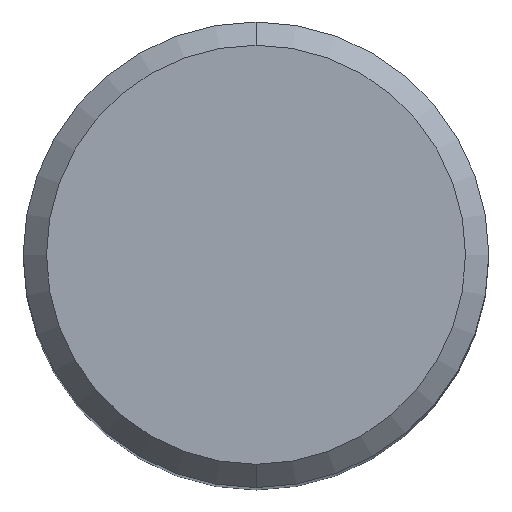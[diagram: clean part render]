
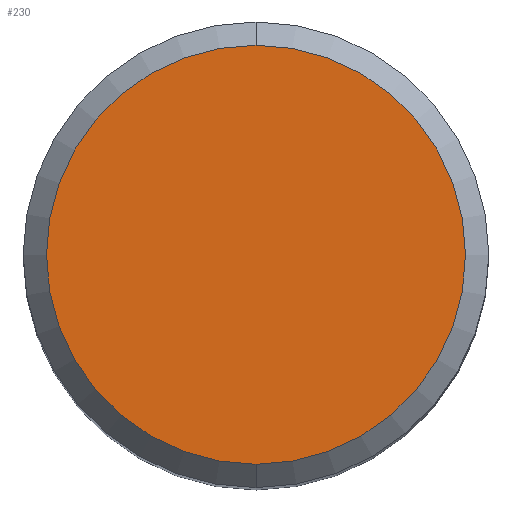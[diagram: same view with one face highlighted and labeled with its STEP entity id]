
A CAD part, top view. The second image highlights one B-rep face of the part: STEP entity #230.
In plain terms, the highlighted planar face has unit normal (0, 0, 1).
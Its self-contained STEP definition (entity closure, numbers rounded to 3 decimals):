
#230=ADVANCED_FACE('',(#534),#535,.T.);
#252=VERTEX_POINT('',#560);
#260=EDGE_CURVE('',#252,#422,#569,.T.);
#416=EDGE_CURVE('',#422,#252,#743,.T.);
#422=VERTEX_POINT('',#749);
#534=FACE_OUTER_BOUND('',#992,.T.);
#535=PLANE('',#993);
#560=CARTESIAN_POINT('',(0.,-7.2,0.0));
#569=CIRCLE('',#1099,7.2);
#743=CIRCLE('',#1432,7.2);
#749=CARTESIAN_POINT('',(0.0,7.2,0.0));
#992=EDGE_LOOP('',(#1541,#1542));
#993=AXIS2_PLACEMENT_3D('',#1543,#1544,#1545);
#1099=AXIS2_PLACEMENT_3D('',#1586,#1587,#1588);
#1432=AXIS2_PLACEMENT_3D('',#1784,#1785,#1786);
#1541=ORIENTED_EDGE('',*,*,#416,.F.);
#1542=ORIENTED_EDGE('',*,*,#260,.F.);
#1543=CARTESIAN_POINT('',(0.0,3.6,0.0));
#1544=DIRECTION('',(-0.0,0.0,1.0));
#1545=DIRECTION('',(0.0,-1.0,0.0));
#1586=CARTESIAN_POINT('',(0.0,0.0,0.0));
#1587=DIRECTION('',(0.0,0.0,-1.0));
#1588=DIRECTION('',(0.0,1.0,0.0));
#1784=CARTESIAN_POINT('',(0.0,0.0,0.0));
#1785=DIRECTION('',(0.0,0.0,-1.0));
#1786=DIRECTION('',(0.0,1.0,0.0));
